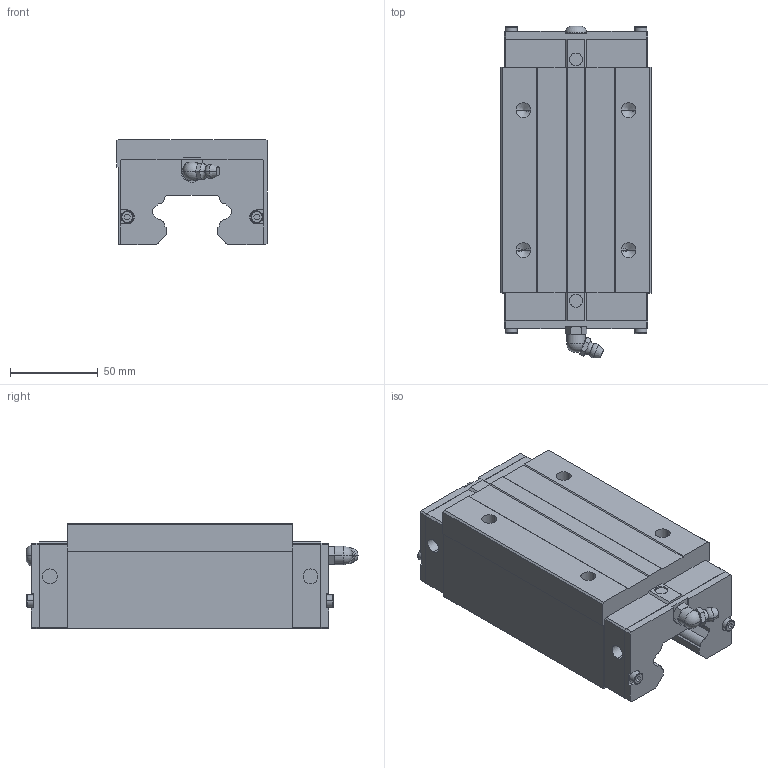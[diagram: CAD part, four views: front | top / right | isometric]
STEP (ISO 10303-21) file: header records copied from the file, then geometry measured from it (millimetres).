
FILE_DESCRIPTION(('STEP AP214'),'1');
FILE_NAME('cctmp_BCECC7A9-62F7-4DE7-A542-3146CC975973_2024_08_05_21_07_24_0891..stp','2024-08-05T19:07:25',('HIWIN GmbH'),('CADClick - www.CADClick.com'),'Spatial InterOp 3D',' ','unknown authorization');
FILE_SCHEMA(('AUTOMOTIVE_DESIGN'));
Length unit declared in the file: millimetre
Products named in the file (1): HGH45HAZ0C_FILE
Bounding box: 86 x 189.52 x 60.5 mm (x, y, z)
Volume: 647636.5 mm3; surface area: 72791.4 mm2
Topology: 1 solids, 4 shells, 283 faces, 733 edges, 467 vertices
Faces by surface type: plane 177, cylinder 60, torus 22, cone 22, sphere 2
Entity records: 10970 total; most frequent: CARTESIAN_POINT 1774, ORIENTED_EDGE 1446, DIRECTION 1422, EDGE_CURVE 723, LINE 504, VECTOR 504, VERTEX_POINT 467, AXIS2_PLACEMENT_3D 459
